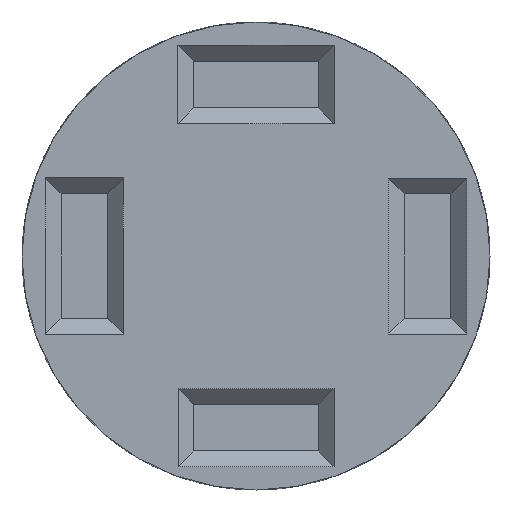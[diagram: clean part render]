
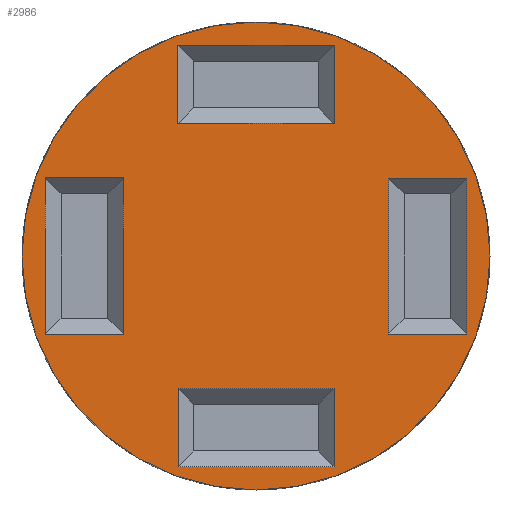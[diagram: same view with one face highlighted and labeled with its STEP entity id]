
A CAD part, front view. The second image highlights one B-rep face of the part: STEP entity #2986.
In plain terms, the highlighted planar face has unit normal (0, -1, 0).
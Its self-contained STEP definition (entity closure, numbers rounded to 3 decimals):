
#20 = CARTESIAN_POINT ( 'NONE',  ( 0., -1., -15. ) ) ;
#96 = CARTESIAN_POINT ( 'NONE',  ( 12.5, -1., 5. ) ) ;
#118 = CARTESIAN_POINT ( 'NONE',  ( -5., -1., 12.5 ) ) ;
#184 = ORIENTED_EDGE ( 'NONE', *, *, #1988, .T. ) ;
#243 = EDGE_CURVE ( 'NONE', #1267, #5471, #2102, .T. ) ;
#309 = DIRECTION ( 'NONE',  ( 0., 0., -1. ) ) ;
#345 = DIRECTION ( 'NONE',  ( -1., 0., 0. ) ) ;
#350 = CARTESIAN_POINT ( 'NONE',  ( 4., -1., 13.5 ) ) ;
#367 = CARTESIAN_POINT ( 'NONE',  ( -4., -1., -13.5 ) ) ;
#395 = DIRECTION ( 'NONE',  ( -1., 0., 0. ) ) ;
#424 = VERTEX_POINT ( 'NONE', #3508 ) ;
#454 = VECTOR ( 'NONE', #3454, 1000. ) ;
#566 = LINE ( 'NONE', #118, #4338 ) ;
#568 = EDGE_LOOP ( 'NONE', ( #5017, #5231, #3573, #5836 ) ) ;
#570 = CARTESIAN_POINT ( 'NONE',  ( 5., -1., -12.5 ) ) ;
#647 = CARTESIAN_POINT ( 'NONE',  ( 5., -1., -13.5 ) ) ;
#677 = LINE ( 'NONE', #2961, #3457 ) ;
#707 = ORIENTED_EDGE ( 'NONE', *, *, #3915, .T. ) ;
#708 = EDGE_LOOP ( 'NONE', ( #3976, #4113, #1699, #1309 ) ) ;
#712 = EDGE_CURVE ( 'NONE', #1536, #1267, #566, .T. ) ;
#716 = EDGE_LOOP ( 'NONE', ( #5463, #4919, #996, #5731 ) ) ;
#722 = PLANE ( 'NONE',  #925 ) ;
#730 = VECTOR ( 'NONE', #4260, 1000. ) ;
#740 = DIRECTION ( 'NONE',  ( 0., 0., 1. ) ) ;
#811 = FACE_BOUND ( 'NONE', #568, .T. ) ;
#925 = AXIS2_PLACEMENT_3D ( 'NONE', #4837, #4324, #4388 ) ;
#926 = LINE ( 'NONE', #4030, #1272 ) ;
#996 = ORIENTED_EDGE ( 'NONE', *, *, #1443, .T. ) ;
#1005 = DIRECTION ( 'NONE',  ( 0., 0., -1. ) ) ;
#1060 = LINE ( 'NONE', #3722, #3268 ) ;
#1098 = EDGE_CURVE ( 'NONE', #5471, #2053, #1160, .T. ) ;
#1136 = EDGE_CURVE ( 'NONE', #1644, #1926, #2324, .T. ) ;
#1160 = LINE ( 'NONE', #2945, #5021 ) ;
#1181 = VECTOR ( 'NONE', #4774, 1000. ) ;
#1231 = CARTESIAN_POINT ( 'NONE',  ( -5., -1., -8.5 ) ) ;
#1267 = VERTEX_POINT ( 'NONE', #1769 ) ;
#1272 = VECTOR ( 'NONE', #4967, 1000. ) ;
#1309 = ORIENTED_EDGE ( 'NONE', *, *, #1098, .T. ) ;
#1365 = EDGE_CURVE ( 'NONE', #1710, #1644, #1906, .T. ) ;
#1443 = EDGE_CURVE ( 'NONE', #3129, #1710, #4927, .T. ) ;
#1536 = VERTEX_POINT ( 'NONE', #2872 ) ;
#1613 = LINE ( 'NONE', #3425, #454 ) ;
#1643 = LINE ( 'NONE', #2098, #3676 ) ;
#1644 = VERTEX_POINT ( 'NONE', #1231 ) ;
#1699 = ORIENTED_EDGE ( 'NONE', *, *, #243, .T. ) ;
#1710 = VERTEX_POINT ( 'NONE', #3396 ) ;
#1747 = DIRECTION ( 'NONE',  ( 0., 0., -1. ) ) ;
#1769 = CARTESIAN_POINT ( 'NONE',  ( -5., -1., 13.5 ) ) ;
#1798 = CARTESIAN_POINT ( 'NONE',  ( 4., -1., -8.5 ) ) ;
#1863 = VECTOR ( 'NONE', #3917, 1000. ) ;
#1869 = AXIS2_PLACEMENT_3D ( 'NONE', #5807, #3912, #5743 ) ;
#1879 = DIRECTION ( 'NONE',  ( 1., 0., 0. ) ) ;
#1906 = LINE ( 'NONE', #5168, #730 ) ;
#1926 = VERTEX_POINT ( 'NONE', #2155 ) ;
#1956 = EDGE_CURVE ( 'NONE', #2053, #1536, #1643, .T. ) ;
#1988 = EDGE_CURVE ( 'NONE', #2497, #2489, #4437, .T. ) ;
#1995 = EDGE_CURVE ( 'NONE', #2948, #2648, #1613, .T. ) ;
#2053 = VERTEX_POINT ( 'NONE', #2326 ) ;
#2065 = FACE_BOUND ( 'NONE', #2737, .T. ) ;
#2098 = CARTESIAN_POINT ( 'NONE',  ( -4., -1., 8.5 ) ) ;
#2102 = LINE ( 'NONE', #350, #1863 ) ;
#2155 = CARTESIAN_POINT ( 'NONE',  ( 5., -1., -8.5 ) ) ;
#2224 = CARTESIAN_POINT ( 'NONE',  ( 0., -1., 15. ) ) ;
#2303 = EDGE_CURVE ( 'NONE', #3988, #4160, #5784, .T. ) ;
#2320 = DIRECTION ( 'NONE',  ( 0., 0., -1. ) ) ;
#2324 = LINE ( 'NONE', #1798, #4823 ) ;
#2326 = CARTESIAN_POINT ( 'NONE',  ( 5., -1., 8.5 ) ) ;
#2342 = VERTEX_POINT ( 'NONE', #4851 ) ;
#2440 = VECTOR ( 'NONE', #740, 1000. ) ;
#2487 = DIRECTION ( 'NONE',  ( 1., 0., 0. ) ) ;
#2489 = VERTEX_POINT ( 'NONE', #20 ) ;
#2497 = VERTEX_POINT ( 'NONE', #2224 ) ;
#2520 = DIRECTION ( 'NONE',  ( -1., 0., 0. ) ) ;
#2648 = VERTEX_POINT ( 'NONE', #4182 ) ;
#2737 = EDGE_LOOP ( 'NONE', ( #2883, #5714, #4607, #5766 ) ) ;
#2872 = CARTESIAN_POINT ( 'NONE',  ( -5., -1., 8.5 ) ) ;
#2883 = ORIENTED_EDGE ( 'NONE', *, *, #3836, .T. ) ;
#2945 = CARTESIAN_POINT ( 'NONE',  ( 5., -1., 9.5 ) ) ;
#2948 = VERTEX_POINT ( 'NONE', #3392 ) ;
#2961 = CARTESIAN_POINT ( 'NONE',  ( -9.5, -1., 5. ) ) ;
#2974 = FACE_BOUND ( 'NONE', #708, .T. ) ;
#2986 = ADVANCED_FACE ( 'NONE', ( #4416, #811, #2974, #2065, #3421 ), #722, .T. ) ;
#2990 = CARTESIAN_POINT ( 'NONE',  ( -13.5, -1., 4. ) ) ;
#3108 = CARTESIAN_POINT ( 'NONE',  ( -12.5, -1., -5. ) ) ;
#3129 = VERTEX_POINT ( 'NONE', #647 ) ;
#3170 = AXIS2_PLACEMENT_3D ( 'NONE', #4010, #5842, #1747 ) ;
#3268 = VECTOR ( 'NONE', #2320, 1000. ) ;
#3270 = CARTESIAN_POINT ( 'NONE',  ( -8.5, -1., -5. ) ) ;
#3377 = LINE ( 'NONE', #3108, #4224 ) ;
#3392 = CARTESIAN_POINT ( 'NONE',  ( 13.5, -1., -5. ) ) ;
#3396 = CARTESIAN_POINT ( 'NONE',  ( -5., -1., -13.5 ) ) ;
#3421 = FACE_OUTER_BOUND ( 'NONE', #4444, .T. ) ;
#3425 = CARTESIAN_POINT ( 'NONE',  ( 9.5, -1., -5. ) ) ;
#3454 = DIRECTION ( 'NONE',  ( -1., 0., 0. ) ) ;
#3457 = VECTOR ( 'NONE', #2487, 1000. ) ;
#3508 = CARTESIAN_POINT ( 'NONE',  ( -8.5, -1., 5. ) ) ;
#3573 = ORIENTED_EDGE ( 'NONE', *, *, #5873, .T. ) ;
#3579 = EDGE_CURVE ( 'NONE', #5641, #2948, #926, .T. ) ;
#3658 = VECTOR ( 'NONE', #3725, 1000. ) ;
#3676 = VECTOR ( 'NONE', #345, 1000. ) ;
#3722 = CARTESIAN_POINT ( 'NONE',  ( -8.5, -1., -4. ) ) ;
#3725 = DIRECTION ( 'NONE',  ( 1., 0., 0. ) ) ;
#3836 = EDGE_CURVE ( 'NONE', #4160, #424, #677, .T. ) ;
#3869 = EDGE_CURVE ( 'NONE', #4413, #3988, #3377, .T. ) ;
#3912 = DIRECTION ( 'NONE',  ( 0., -1., 0. ) ) ;
#3915 = EDGE_CURVE ( 'NONE', #2489, #2497, #5003, .T. ) ;
#3917 = DIRECTION ( 'NONE',  ( 1., 0., 0. ) ) ;
#3976 = ORIENTED_EDGE ( 'NONE', *, *, #1956, .T. ) ;
#3988 = VERTEX_POINT ( 'NONE', #5872 ) ;
#3998 = LINE ( 'NONE', #5830, #1181 ) ;
#4010 = CARTESIAN_POINT ( 'NONE',  ( 0., -1., 0. ) ) ;
#4030 = CARTESIAN_POINT ( 'NONE',  ( 13.5, -1., -4. ) ) ;
#4063 = VECTOR ( 'NONE', #395, 1000. ) ;
#4113 = ORIENTED_EDGE ( 'NONE', *, *, #712, .T. ) ;
#4143 = LINE ( 'NONE', #96, #3658 ) ;
#4160 = VERTEX_POINT ( 'NONE', #5237 ) ;
#4180 = CARTESIAN_POINT ( 'NONE',  ( 5., -1., 13.5 ) ) ;
#4182 = CARTESIAN_POINT ( 'NONE',  ( 8.5, -1., -5. ) ) ;
#4224 = VECTOR ( 'NONE', #2520, 1000. ) ;
#4260 = DIRECTION ( 'NONE',  ( 0., 0., 1. ) ) ;
#4324 = DIRECTION ( 'NONE',  ( 0., -1., 0. ) ) ;
#4338 = VECTOR ( 'NONE', #4703, 1000. ) ;
#4370 = EDGE_CURVE ( 'NONE', #2342, #5641, #4143, .T. ) ;
#4388 = DIRECTION ( 'NONE',  ( 0., 0., -1. ) ) ;
#4413 = VERTEX_POINT ( 'NONE', #3270 ) ;
#4416 = FACE_BOUND ( 'NONE', #716, .T. ) ;
#4437 = CIRCLE ( 'NONE', #1869, 15. ) ;
#4444 = EDGE_LOOP ( 'NONE', ( #707, #184 ) ) ;
#4607 = ORIENTED_EDGE ( 'NONE', *, *, #3869, .T. ) ;
#4703 = DIRECTION ( 'NONE',  ( 0., 0., 1. ) ) ;
#4774 = DIRECTION ( 'NONE',  ( 0., 0., 1. ) ) ;
#4823 = VECTOR ( 'NONE', #1879, 1000. ) ;
#4837 = CARTESIAN_POINT ( 'NONE',  ( 0., -1., 0. ) ) ;
#4851 = CARTESIAN_POINT ( 'NONE',  ( 8.5, -1., 5. ) ) ;
#4919 = ORIENTED_EDGE ( 'NONE', *, *, #5012, .T. ) ;
#4927 = LINE ( 'NONE', #367, #4063 ) ;
#4967 = DIRECTION ( 'NONE',  ( 0., 0., -1. ) ) ;
#5003 = CIRCLE ( 'NONE', #3170, 15. ) ;
#5012 = EDGE_CURVE ( 'NONE', #1926, #3129, #5105, .T. ) ;
#5017 = ORIENTED_EDGE ( 'NONE', *, *, #3579, .T. ) ;
#5021 = VECTOR ( 'NONE', #309, 1000. ) ;
#5091 = EDGE_CURVE ( 'NONE', #424, #4413, #1060, .T. ) ;
#5105 = LINE ( 'NONE', #570, #5198 ) ;
#5168 = CARTESIAN_POINT ( 'NONE',  ( -5., -1., -9.5 ) ) ;
#5198 = VECTOR ( 'NONE', #1005, 1000. ) ;
#5231 = ORIENTED_EDGE ( 'NONE', *, *, #1995, .T. ) ;
#5233 = CARTESIAN_POINT ( 'NONE',  ( 13.5, -1., 5. ) ) ;
#5237 = CARTESIAN_POINT ( 'NONE',  ( -13.5, -1., 5. ) ) ;
#5463 = ORIENTED_EDGE ( 'NONE', *, *, #1136, .T. ) ;
#5471 = VERTEX_POINT ( 'NONE', #4180 ) ;
#5641 = VERTEX_POINT ( 'NONE', #5233 ) ;
#5714 = ORIENTED_EDGE ( 'NONE', *, *, #5091, .T. ) ;
#5731 = ORIENTED_EDGE ( 'NONE', *, *, #1365, .T. ) ;
#5743 = DIRECTION ( 'NONE',  ( 0., 0., -1. ) ) ;
#5766 = ORIENTED_EDGE ( 'NONE', *, *, #2303, .T. ) ;
#5784 = LINE ( 'NONE', #2990, #2440 ) ;
#5807 = CARTESIAN_POINT ( 'NONE',  ( 0., -1., 0. ) ) ;
#5830 = CARTESIAN_POINT ( 'NONE',  ( 8.5, -1., 4. ) ) ;
#5836 = ORIENTED_EDGE ( 'NONE', *, *, #4370, .T. ) ;
#5842 = DIRECTION ( 'NONE',  ( 0., -1., 0. ) ) ;
#5872 = CARTESIAN_POINT ( 'NONE',  ( -13.5, -1., -5. ) ) ;
#5873 = EDGE_CURVE ( 'NONE', #2648, #2342, #3998, .T. ) ;
